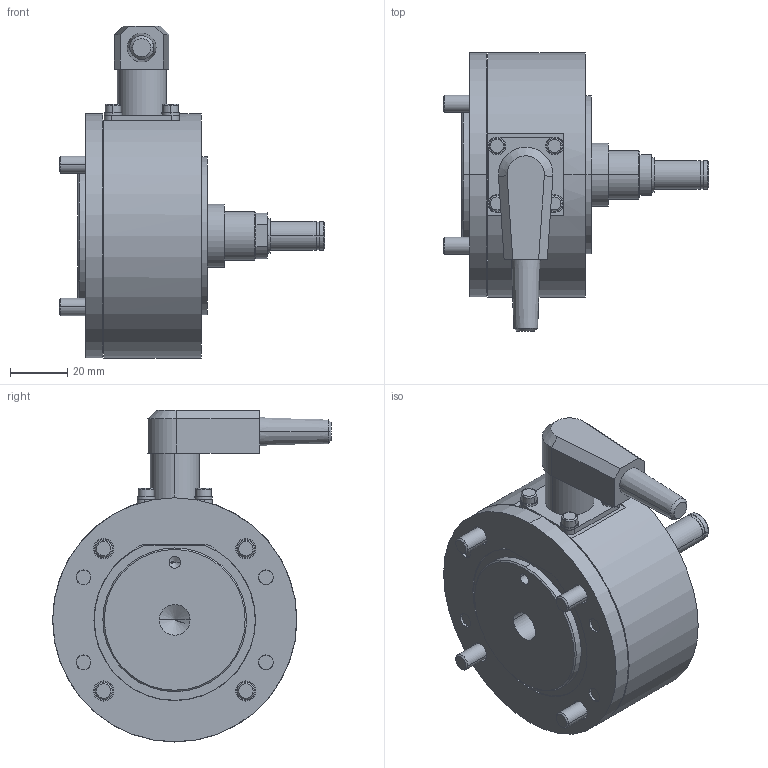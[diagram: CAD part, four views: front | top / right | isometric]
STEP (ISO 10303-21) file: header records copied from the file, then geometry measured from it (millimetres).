
FILE_DESCRIPTION((''),'2;1');
FILE_NAME('31102235_stp.stp','2019-12-25T15:07:20',(''),(''),'Mechanical Desktop 2009','Mechanical Desktop 2009',', , ');
FILE_SCHEMA(('CONFIG_CONTROL_DESIGN'));
Length unit declared in the file: millimetre
Products named in the file (17): 31102235_STP; C0709081; C0612056; C0709072; I-6KT_SCHRAUBE_M6X30; SCHUTZKAPPE_M6_S5; GERÄTESTECKER_5POL_C091 31S005 100 2; FEDERRING_M3; I-6KT_SCHRAUBE_M3X8; I-6KT_SCHRAUBE_M6X40; I-6KT_SCHRAUBE_M6X40A; C0707275A; C0707275; C1910291A; C1910291; KABELDOSE_WINKEL_MINI_5_POLA; KABELDOSE_WINKEL_MINI_5_POL
Assembly tree (31 placements, depth 3):
  31102235_STP
    C0709081
      C0612056
      C0709072
      I-6KT_SCHRAUBE_M6X30  x4
      SCHUTZKAPPE_M6_S5  x4
      GERÄTESTECKER_5POL_C091 31S005 100 2
      FEDERRING_M3  x4
      I-6KT_SCHRAUBE_M3X8  x4
    I-6KT_SCHRAUBE_M6X40  x4
      I-6KT_SCHRAUBE_M6X40A
    C0707275A
      C0707275
    C1910291A
      C1910291
    KABELDOSE_WINKEL_MINI_5_POLA
      KABELDOSE_WINKEL_MINI_5_POL
Bounding box: 92.5 x 97 x 115.5 mm (x, y, z)
Volume: 233356.4 mm3; surface area: 75110 mm2
Topology: 26 solids, 26 shells, 534 faces, 1191 edges, 764 vertices
Faces by surface type: cylinder 248, plane 187, cone 71, torus 24, sphere 4
Entity records: 10504 total; most frequent: DIRECTION 1985, CARTESIAN_POINT 1738, ORIENTED_EDGE 1560, AXIS2_PLACEMENT_3D 822, EDGE_CURVE 780, VERTEX_POINT 509, EDGE_LOOP 461, CIRCLE 436
